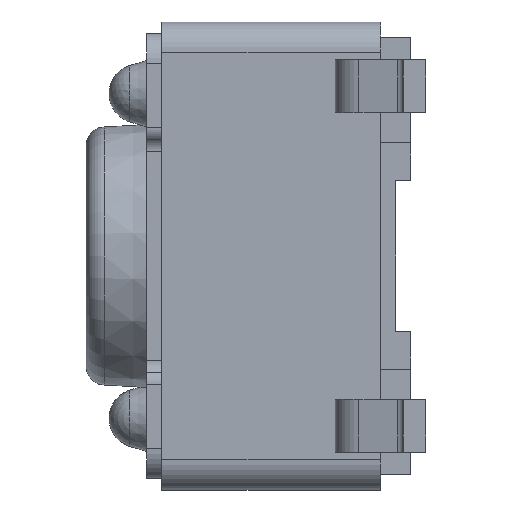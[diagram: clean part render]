
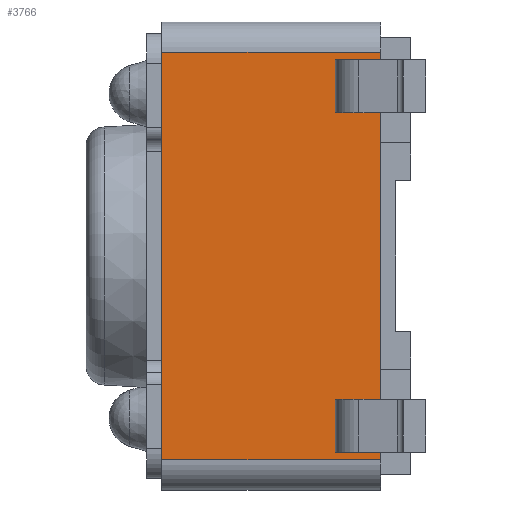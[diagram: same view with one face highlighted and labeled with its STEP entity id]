
A CAD part, left-side view. The second image highlights one B-rep face of the part: STEP entity #3766.
In plain terms, the highlighted planar face has unit normal (-1, 0, 0).
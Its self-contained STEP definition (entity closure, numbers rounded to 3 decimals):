
#29=FACE_BOUND('',#609,.T.);
#30=FACE_BOUND('',#610,.T.);
#398=FACE_OUTER_BOUND('',#608,.T.);
#608=EDGE_LOOP('',(#2731,#2732,#2733,#2734));
#609=EDGE_LOOP('',(#2735,#2736,#2737,#2738));
#610=EDGE_LOOP('',(#2739,#2740,#2741,#2742));
#835=LINE('',#5678,#1197);
#836=LINE('',#5680,#1198);
#837=LINE('',#5682,#1199);
#838=LINE('',#5683,#1200);
#839=LINE('',#5686,#1201);
#840=LINE('',#5688,#1202);
#841=LINE('',#5690,#1203);
#842=LINE('',#5691,#1204);
#843=LINE('',#5694,#1205);
#844=LINE('',#5696,#1206);
#845=LINE('',#5698,#1207);
#846=LINE('',#5699,#1208);
#1197=VECTOR('',#4525,1000.);
#1198=VECTOR('',#4526,1000.);
#1199=VECTOR('',#4527,1000.);
#1200=VECTOR('',#4528,1000.);
#1201=VECTOR('',#4529,1000.);
#1202=VECTOR('',#4530,1000.);
#1203=VECTOR('',#4531,1000.);
#1204=VECTOR('',#4532,1000.);
#1205=VECTOR('',#4533,1000.);
#1206=VECTOR('',#4534,1000.);
#1207=VECTOR('',#4535,1000.);
#1208=VECTOR('',#4536,1000.);
#1718=VERTEX_POINT('',#5676);
#1719=VERTEX_POINT('',#5677);
#1720=VERTEX_POINT('',#5679);
#1721=VERTEX_POINT('',#5681);
#1722=VERTEX_POINT('',#5684);
#1723=VERTEX_POINT('',#5685);
#1724=VERTEX_POINT('',#5687);
#1725=VERTEX_POINT('',#5689);
#1726=VERTEX_POINT('',#5692);
#1727=VERTEX_POINT('',#5693);
#1728=VERTEX_POINT('',#5695);
#1729=VERTEX_POINT('',#5697);
#2109=EDGE_CURVE('',#1718,#1719,#835,.T.);
#2110=EDGE_CURVE('',#1720,#1718,#836,.T.);
#2111=EDGE_CURVE('',#1721,#1720,#837,.T.);
#2112=EDGE_CURVE('',#1719,#1721,#838,.T.);
#2113=EDGE_CURVE('',#1722,#1723,#839,.T.);
#2114=EDGE_CURVE('',#1722,#1724,#840,.T.);
#2115=EDGE_CURVE('',#1724,#1725,#841,.T.);
#2116=EDGE_CURVE('',#1723,#1725,#842,.T.);
#2117=EDGE_CURVE('',#1726,#1727,#843,.T.);
#2118=EDGE_CURVE('',#1727,#1728,#844,.T.);
#2119=EDGE_CURVE('',#1729,#1728,#845,.T.);
#2120=EDGE_CURVE('',#1726,#1729,#846,.T.);
#2731=ORIENTED_EDGE('',*,*,#2109,.F.);
#2732=ORIENTED_EDGE('',*,*,#2110,.F.);
#2733=ORIENTED_EDGE('',*,*,#2111,.F.);
#2734=ORIENTED_EDGE('',*,*,#2112,.F.);
#2735=ORIENTED_EDGE('',*,*,#2113,.F.);
#2736=ORIENTED_EDGE('',*,*,#2114,.T.);
#2737=ORIENTED_EDGE('',*,*,#2115,.T.);
#2738=ORIENTED_EDGE('',*,*,#2116,.F.);
#2739=ORIENTED_EDGE('',*,*,#2117,.T.);
#2740=ORIENTED_EDGE('',*,*,#2118,.T.);
#2741=ORIENTED_EDGE('',*,*,#2119,.F.);
#2742=ORIENTED_EDGE('',*,*,#2120,.F.);
#3612=PLANE('',#4051);
#3766=ADVANCED_FACE('',(#398,#29,#30),#3612,.F.);
#4051=AXIS2_PLACEMENT_3D('',#5675,#4523,#4524);
#4523=DIRECTION('center_axis',(1.,0.,0.));
#4524=DIRECTION('ref_axis',(0.,0.,-1.));
#4525=DIRECTION('',(0.,-1.,0.));
#4526=DIRECTION('',(0.,0.,1.));
#4527=DIRECTION('',(0.,1.,0.));
#4528=DIRECTION('',(0.,0.,-1.));
#4529=DIRECTION('',(0.,1.,0.));
#4530=DIRECTION('',(0.,0.,-1.));
#4531=DIRECTION('',(0.,1.,0.));
#4532=DIRECTION('',(0.,0.,-1.));
#4533=DIRECTION('',(0.,-1.,0.));
#4534=DIRECTION('',(0.,0.,-1.));
#4535=DIRECTION('',(0.,-1.,0.));
#4536=DIRECTION('',(0.,0.,-1.));
#5675=CARTESIAN_POINT('Origin',(-3.1,0.4,2.7));
#5676=CARTESIAN_POINT('',(-3.1,3.3,2.7));
#5677=CARTESIAN_POINT('',(-3.1,0.4,2.7));
#5678=CARTESIAN_POINT('',(-3.1,1.85,2.7));
#5679=CARTESIAN_POINT('',(-3.1,3.3,-2.7));
#5680=CARTESIAN_POINT('',(-3.1,3.3,0.));
#5681=CARTESIAN_POINT('',(-3.1,0.4,-2.7));
#5682=CARTESIAN_POINT('',(-3.1,1.85,-2.7));
#5683=CARTESIAN_POINT('',(-3.1,0.4,0.));
#5684=CARTESIAN_POINT('',(-3.1,0.7,-1.9));
#5685=CARTESIAN_POINT('',(-3.1,1.,-1.9));
#5686=CARTESIAN_POINT('',(-3.1,0.7,-1.9));
#5687=CARTESIAN_POINT('',(-3.1,0.7,-2.6));
#5688=CARTESIAN_POINT('',(-3.1,0.7,-2.57));
#5689=CARTESIAN_POINT('',(-3.1,1.,-2.6));
#5690=CARTESIAN_POINT('',(-3.1,0.7,-2.6));
#5691=CARTESIAN_POINT('',(-3.1,1.,-2.57));
#5692=CARTESIAN_POINT('',(-3.1,1.,2.6));
#5693=CARTESIAN_POINT('',(-3.1,0.7,2.6));
#5694=CARTESIAN_POINT('',(-3.1,0.7,2.6));
#5695=CARTESIAN_POINT('',(-3.1,0.7,1.9));
#5696=CARTESIAN_POINT('',(-3.1,0.7,-2.57));
#5697=CARTESIAN_POINT('',(-3.1,1.,1.9));
#5698=CARTESIAN_POINT('',(-3.1,0.7,1.9));
#5699=CARTESIAN_POINT('',(-3.1,1.,-2.57));
